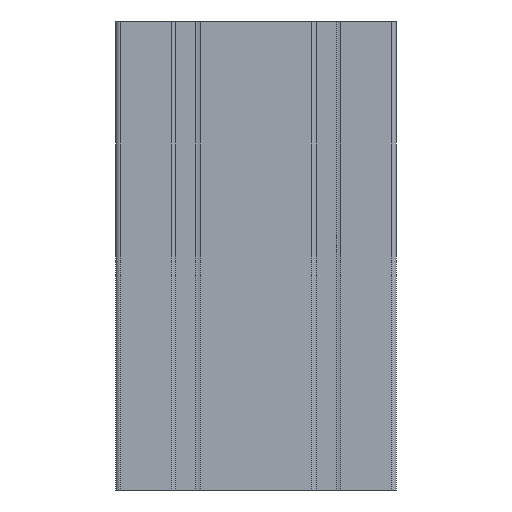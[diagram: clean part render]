
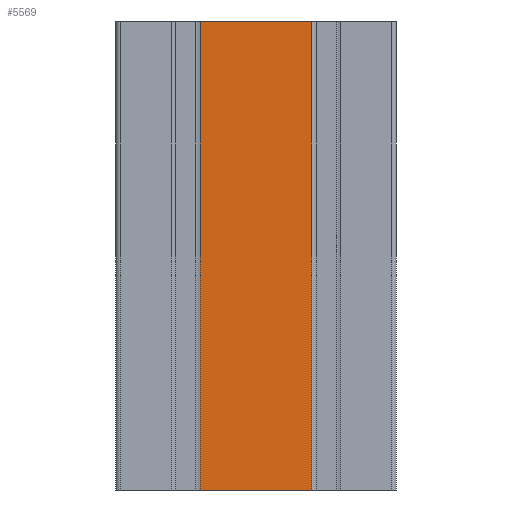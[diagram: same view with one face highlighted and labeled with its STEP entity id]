
A CAD part, left-side view. The second image highlights one B-rep face of the part: STEP entity #5569.
In plain terms, the highlighted planar face has unit normal (-1, 0, 0).
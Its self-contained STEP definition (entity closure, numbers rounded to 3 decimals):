
#217=PLANE('',#6005);
#477=FACE_OUTER_BOUND('',#791,.T.);
#791=EDGE_LOOP('',(#5077,#5078,#5079,#5080));
#1190=LINE('',#8501,#1838);
#1352=LINE('',#8908,#2000);
#1440=LINE('',#9102,#2088);
#1443=LINE('',#9109,#2091);
#1838=VECTOR('',#6912,23.8);
#2000=VECTOR('',#7202,23.8);
#2088=VECTOR('',#7426,100.);
#2091=VECTOR('',#7437,100.);
#2616=VERTEX_POINT('',#8498);
#2617=VERTEX_POINT('',#8500);
#2797=VERTEX_POINT('',#8905);
#2798=VERTEX_POINT('',#8907);
#3297=EDGE_CURVE('',#2616,#2617,#1190,.T.);
#3501=EDGE_CURVE('',#2797,#2798,#1352,.T.);
#3600=EDGE_CURVE('',#2616,#2798,#1440,.T.);
#3603=EDGE_CURVE('',#2797,#2617,#1443,.T.);
#5077=ORIENTED_EDGE('',*,*,#3600,.T.);
#5078=ORIENTED_EDGE('',*,*,#3501,.F.);
#5079=ORIENTED_EDGE('',*,*,#3603,.T.);
#5080=ORIENTED_EDGE('',*,*,#3297,.F.);
#5569=ADVANCED_FACE('',(#477),#217,.T.);
#6005=AXIS2_PLACEMENT_3D('',#9108,#7435,#7436);
#6912=DIRECTION('',(0.,1.,0.));
#7202=DIRECTION('',(0.,-1.,0.));
#7426=DIRECTION('',(0.,0.,1.));
#7435=DIRECTION('center_axis',(-1.,0.,0.));
#7436=DIRECTION('ref_axis',(0.,-1.,0.));
#7437=DIRECTION('',(0.,0.,-1.));
#8498=CARTESIAN_POINT('',(-60.,-11.9,0.));
#8500=CARTESIAN_POINT('',(-60.,11.9,0.));
#8501=CARTESIAN_POINT('',(-60.,-29.,0.));
#8905=CARTESIAN_POINT('',(-60.,11.9,100.));
#8907=CARTESIAN_POINT('',(-60.,-11.9,100.));
#8908=CARTESIAN_POINT('',(-60.,-29.,100.));
#9102=CARTESIAN_POINT('',(-60.,-11.9,0.));
#9108=CARTESIAN_POINT('Origin',(-60.,29.,0.));
#9109=CARTESIAN_POINT('',(-60.,11.9,0.));
